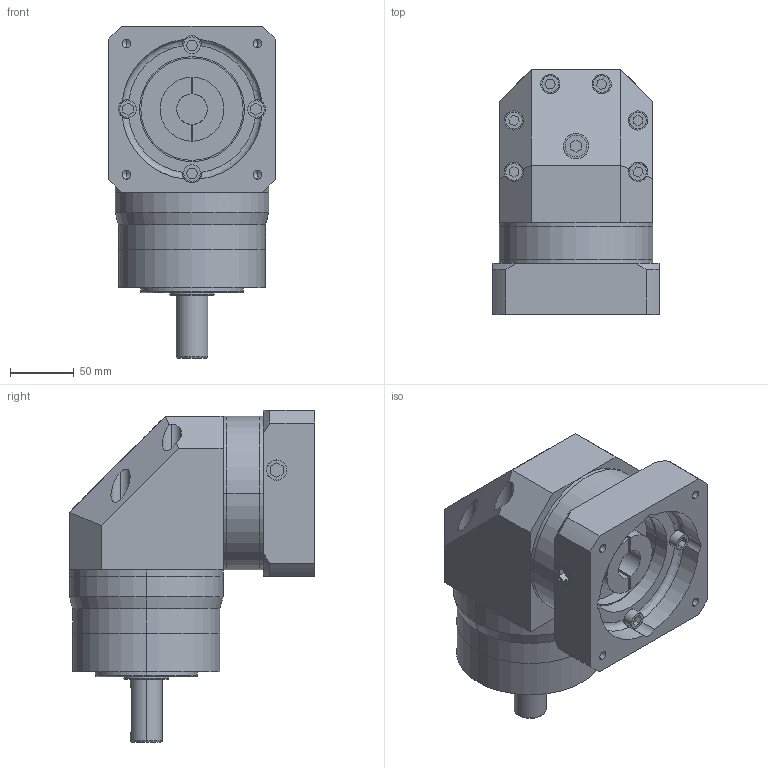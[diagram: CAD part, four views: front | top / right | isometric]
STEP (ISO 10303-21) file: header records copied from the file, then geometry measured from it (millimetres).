
FILE_DESCRIPTION (( 'STEP AP214' ), '1' );
FILE_NAME ('VGZE115单级模型（24-55 110-5 4-9-145）.STEP', '2019-01-10T08:37:17', ( 'Windows' ), ( 'Microsoft' ), 'SwSTEP 2.0', 'SolidWorks 2016', '' );
FILE_SCHEMA (( 'AUTOMOTIVE_DESIGN' ));
Length unit declared in the file: millimetre
Products named in the file (1): VGZE115单级模型（24-55 110-5 4-9-145）
Bounding box: 130 x 191.5 x 259.5 mm (x, y, z)
Volume: 2833106.7 mm3; surface area: 319176.8 mm2
Topology: 22 solids, 22 shells, 425 faces, 992 edges, 639 vertices
Faces by surface type: plane 240, cylinder 149, cone 26, torus 10
Entity records: 12577 total; most frequent: CARTESIAN_POINT 2356, DIRECTION 2094, ORIENTED_EDGE 1948, EDGE_CURVE 974, AXIS2_PLACEMENT_3D 735, VERTEX_POINT 639, VECTOR 624, LINE 624
